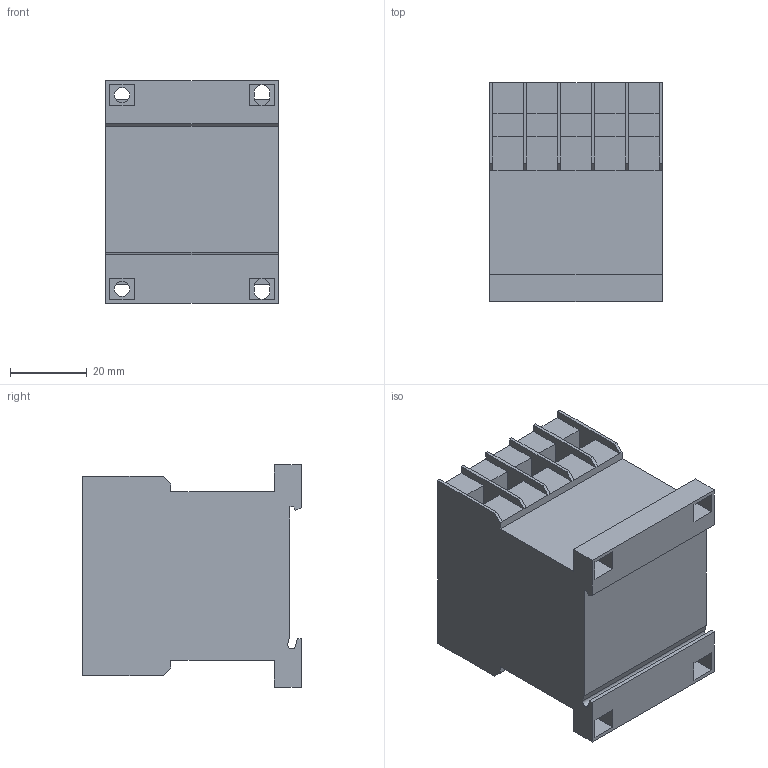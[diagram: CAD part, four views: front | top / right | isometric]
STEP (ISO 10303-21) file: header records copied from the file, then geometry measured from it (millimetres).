
FILE_DESCRIPTION (( 'STEP AP214' ), '1' );
FILE_NAME ('User Library-LC1K0601.STEP', '2019-04-16T06:16:58', ( '' ), ( '' ), 'SwSTEP 2.0', 'SolidWorks 2019', '' );
FILE_SCHEMA (( 'AUTOMOTIVE_DESIGN' ));
Length unit declared in the file: millimetre
Products named in the file (2): User Library-LC1K0601_LC1K0601B7; User Library-LC1K0601
Assembly tree (1 placements, depth 2):
  User Library-LC1K0601
    User Library-LC1K0601_LC1K0601B7
Bounding box: 45 x 57 x 58 mm (x, y, z)
Volume: 108614.6 mm3; surface area: 22792.8 mm2
Topology: 1 solids, 1 shells, 313 faces, 865 edges, 568 vertices
Faces by surface type: plane 278, cylinder 35
Entity records: 11967 total; most frequent: CARTESIAN_POINT 1750, ORIENTED_EDGE 1730, DIRECTION 1651, EDGE_CURVE 865, VECTOR 713, LINE 713, VERTEX_POINT 568, AXIS2_PLACEMENT_3D 469
